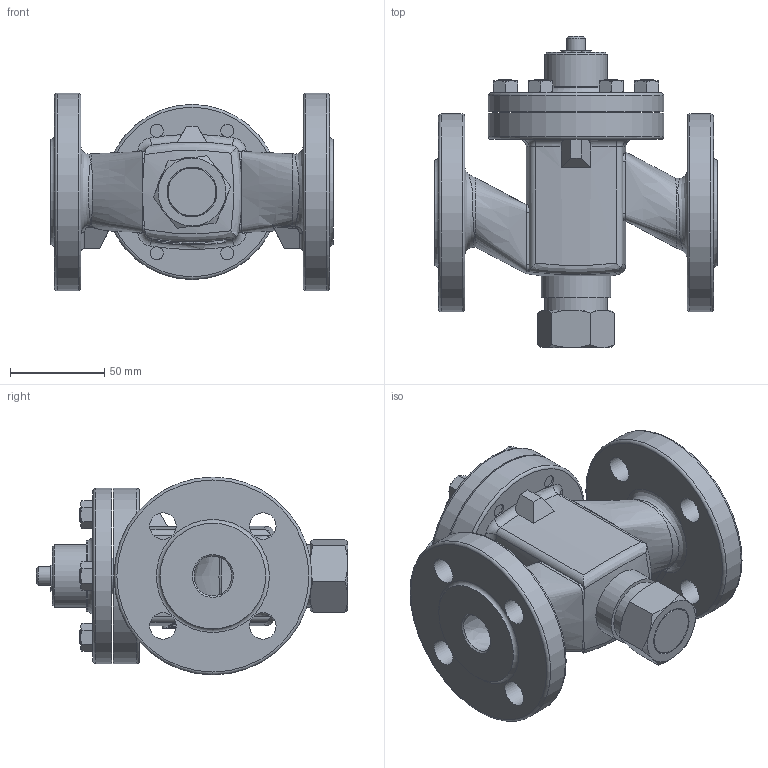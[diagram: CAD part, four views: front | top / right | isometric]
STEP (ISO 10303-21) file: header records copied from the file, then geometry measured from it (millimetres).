
FILE_DESCRIPTION (( 'STEP AP214' ), '1' );
FILE_NAME ('DN20M&G&H2F.STEP', '2016-06-23T13:26:45', ( 'GFR' ), ( '' ), 'SwSTEP 2.0', 'SolidWorks 2014', '' );
FILE_SCHEMA (( 'AUTOMOTIVE_DESIGN' ));
Length unit declared in the file: millimetre
Products named in the file (1): DN20M&G&H2F
Bounding box: 150 x 165.4 x 105 mm (x, y, z)
Surface area: 115888.3 mm2 (no closed solid volume)
Topology: 0 solids, 24 shells, 591 faces, 2022 edges, 1369 vertices
Faces by surface type: plane 388, cylinder 87, cone 58, bspline 29, torus 28, sphere 1
Full cylindrical faces by diameter (mm): 6.9 x4, 8 x1, 10 x2, 11 x1, 14 x8, 19 x1, 25.8 x1, 26.5 x1, 33.1 x2, 37 x1, 38 x1, 93 x2, 105 x2
Entity records: 35303 total; most frequent: CARTESIAN_POINT 14745, ORIENTED_EDGE 3313, DIRECTION 2251, EDGE_CURVE 1947, VERTEX_POINT 1350, AXIS2_PLACEMENT_3D 842, EDGE_LOOP 708, FACE_OUTER_BOUND 633
